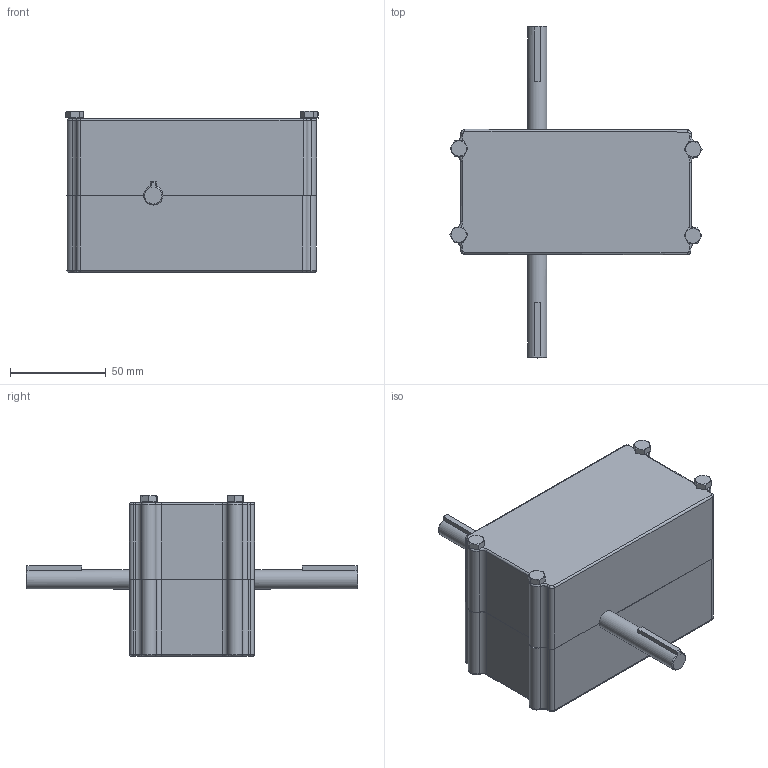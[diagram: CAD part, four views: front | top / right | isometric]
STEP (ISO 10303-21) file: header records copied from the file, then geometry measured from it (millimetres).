
FILE_DESCRIPTION(/* description */ (''),/* implementation_level */ '2;1');
FILE_NAME(/* name */ 'Riduttore.stp',/* time_stamp */ '2014-02-27T20:24:59+01:00',/* author */ (''),/* organization */ (''),/* preprocessor_version */ 'ST-DEVELOPER v15',/* originating_system */ 'SIEMENS PLM Software NX 8.5',/* authorisation */ '');
FILE_SCHEMA (('AP203_CONFIGURATION_CONTROLLED_3D_DESIGN_OF_MECHANICAL_PARTS_AND_ASSEMBLIES_MIM_LF { 1 0 10303 403 2 1 2}'));
Length unit declared in the file: millimetre
Products named in the file (1): Ricc13548FF6o5qe
Bounding box: 131.4 x 173 x 83.94 mm (x, y, z)
Volume: 378661.3 mm3; surface area: 156038 mm2
Topology: 13 solids, 13 shells, 1238 faces, 3444 edges, 2224 vertices
Faces by surface type: cylinder 649, extrusion 256, plane 253, torus 26, sphere 24, cone 22, bspline 8
Full cylindrical faces by diameter (mm): 4.878 x4, 5 x12, 6.88 x4, 10 x2, 12 x2, 14 x1
Entity records: 45239 total; most frequent: CARTESIAN_POINT 14710, ORIENTED_EDGE 6726, DIRECTION 5867, EDGE_CURVE 3363, AXIS2_PLACEMENT_3D 2347, VERTEX_POINT 2208, CIRCLE 1372, B_SPLINE_CURVE_WITH_KNOTS 1330
